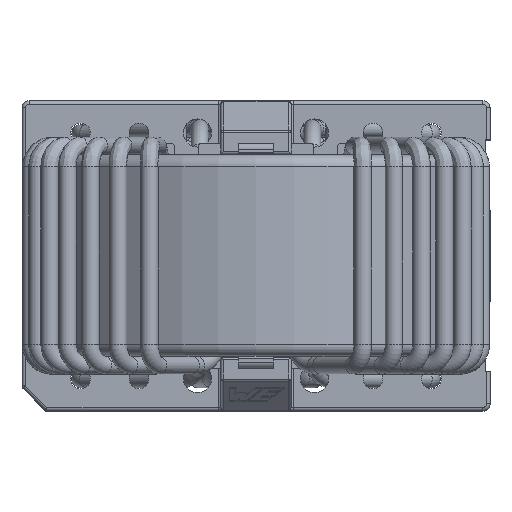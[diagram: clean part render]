
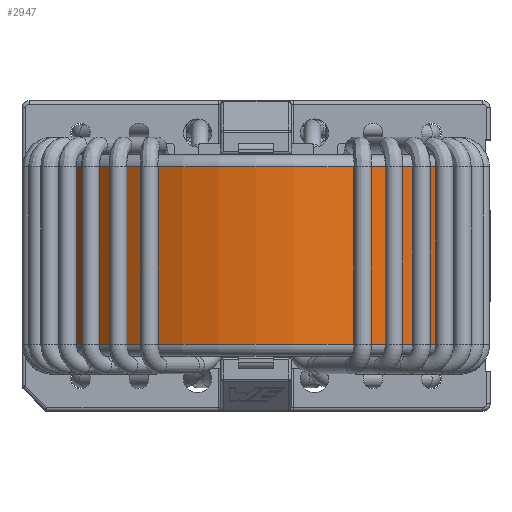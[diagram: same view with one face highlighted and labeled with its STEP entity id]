
A CAD part, top view. The second image highlights one B-rep face of the part: STEP entity #2947.
In plain terms, the highlighted cylindrical face has radius 18.5 mm (diameter 37 mm), a full revolution.
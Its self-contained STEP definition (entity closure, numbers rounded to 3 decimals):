
#2947 = ADVANCED_FACE( '', ( #6250, #6251 ), #6252, .T. );
#6250 = FACE_OUTER_BOUND( '', #20684, .T. );
#6251 = FACE_OUTER_BOUND( '', #20685, .T. );
#6252 = CYLINDRICAL_SURFACE( '', #20686, 18.5 );
#20684 = EDGE_LOOP( '', ( #28290 ) );
#20685 = EDGE_LOOP( '', ( #28291 ) );
#20686 = AXIS2_PLACEMENT_3D( '', #28292, #28293, #28294 );
#28290 = ORIENTED_EDGE( '', *, *, #29809, .T. );
#28291 = ORIENTED_EDGE( '', *, *, #30668, .T. );
#28292 = CARTESIAN_POINT( '', ( 0., -8.6, 0. ) );
#28293 = DIRECTION( '', ( 0., -1., 0. ) );
#28294 = DIRECTION( '', ( 0., 0., 1. ) );
#29809 = EDGE_CURVE( '', #32164, #32164, #32165, .F. );
#30668 = EDGE_CURVE( '', #33297, #33297, #33298, .T. );
#32164 = VERTEX_POINT( '', #35816 );
#32165 = CIRCLE( '', #35817, 18.5 );
#33297 = VERTEX_POINT( '', #37965 );
#33298 = CIRCLE( '', #37966, 18.5 );
#35816 = CARTESIAN_POINT( '', ( 0., 7.6, 18.5 ) );
#35817 = AXIS2_PLACEMENT_3D( '', #39279, #39280, #39281 );
#37965 = CARTESIAN_POINT( '', ( 0., -7.6, 18.5 ) );
#37966 = AXIS2_PLACEMENT_3D( '', #40163, #40164, #40165 );
#39279 = CARTESIAN_POINT( '', ( 0., 7.6, 0. ) );
#39280 = DIRECTION( '', ( 0., 1., 0. ) );
#39281 = DIRECTION( '', ( 0., 0., 1. ) );
#40163 = CARTESIAN_POINT( '', ( 0., -7.6, 0. ) );
#40164 = DIRECTION( '', ( 0., 1., 0. ) );
#40165 = DIRECTION( '', ( 0., 0., 1. ) );
